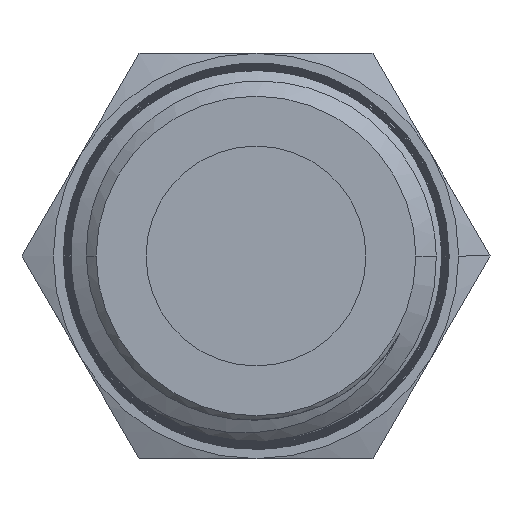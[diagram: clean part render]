
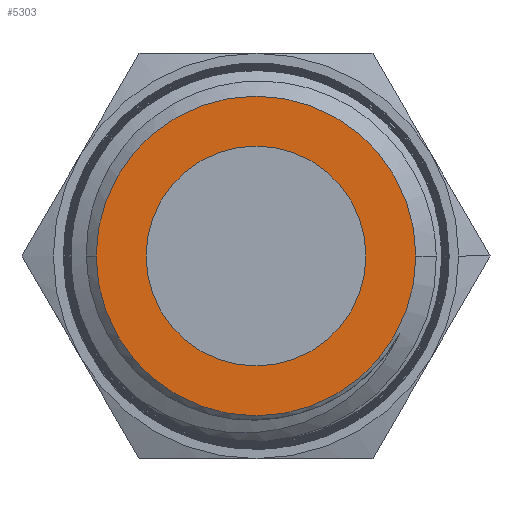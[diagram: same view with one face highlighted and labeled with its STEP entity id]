
A CAD part, left-side view. The second image highlights one B-rep face of the part: STEP entity #5303.
In plain terms, the highlighted planar face has unit normal (-1, 0, 0).
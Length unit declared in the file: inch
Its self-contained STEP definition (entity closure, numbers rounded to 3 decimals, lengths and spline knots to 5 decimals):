
#582 = VERTEX_POINT ( 'NONE', #5599 ) ;
#584 = EDGE_CURVE ( 'NONE', #582, #585, #5598, .T. ) ;
#585 = VERTEX_POINT ( 'NONE', #5593 ) ;
#606 = EDGE_CURVE ( 'NONE', #607, #608, #5605, .T. ) ;
#607 = VERTEX_POINT ( 'NONE', #5654 ) ;
#608 = VERTEX_POINT ( 'NONE', #5653 ) ;
#689 = DIRECTION ( 'NONE',  ( 0., -1., 0. ) ) ;
#690 = DIRECTION ( 'NONE',  ( -1., 0., 0. ) ) ;
#691 = CARTESIAN_POINT ( 'NONE',  ( -0.89, 0., 0. ) ) ;
#692 = AXIS2_PLACEMENT_3D ( 'NONE', #691, #690, #689 ) ;
#693 = CIRCLE ( 'NONE', #692, 0.23598 ) ;
#2547 = ORIENTED_EDGE ( 'NONE', *, *, #606, .T. ) ;
#2549 = EDGE_LOOP ( 'NONE', ( #2552, #2547 ) ) ;
#2551 = ORIENTED_EDGE ( 'NONE', *, *, #584, .F. ) ;
#2552 = ORIENTED_EDGE ( 'NONE', *, *, #4195, .T. ) ;
#2553 = EDGE_LOOP ( 'NONE', ( #2554, #2551 ) ) ;
#2554 = ORIENTED_EDGE ( 'NONE', *, *, #2555, .F. ) ;
#2555 = EDGE_CURVE ( 'NONE', #585, #582, #693, .T. ) ;
#3824 = DIRECTION ( 'NONE',  ( 0., -1., 0. ) ) ;
#3825 = DIRECTION ( 'NONE',  ( -1., 0., 0. ) ) ;
#3826 = CARTESIAN_POINT ( 'NONE',  ( -0.89, 0., 0. ) ) ;
#3827 = AXIS2_PLACEMENT_3D ( 'NONE', #3826, #3825, #3824 ) ;
#3828 = CIRCLE ( 'NONE', #3827, 0.34312 ) ;
#4195 = EDGE_CURVE ( 'NONE', #608, #607, #3828, .T. ) ;
#4250 = FACE_BOUND ( 'NONE', #2553, .T. ) ;
#4274 = DIRECTION ( 'NONE',  ( 0., -1., 0. ) ) ;
#4275 = DIRECTION ( 'NONE',  ( -1., 0., 0. ) ) ;
#4276 = CARTESIAN_POINT ( 'NONE',  ( -0.89, 0., 0. ) ) ;
#4277 = AXIS2_PLACEMENT_3D ( 'NONE', #4276, #4275, #4274 ) ;
#4279 = PLANE ( 'NONE',  #4277 ) ;
#4280 = FACE_OUTER_BOUND ( 'NONE', #2549, .T. ) ;
#5303 = ADVANCED_FACE ( 'NONE', ( #4250, #4280 ), #4279, .T. ) ;
#5593 = CARTESIAN_POINT ( 'NONE',  ( -0.89, -0.23598, 0. ) ) ;
#5594 = DIRECTION ( 'NONE',  ( 0., -1., 0. ) ) ;
#5595 = DIRECTION ( 'NONE',  ( -1., 0., 0. ) ) ;
#5596 = CARTESIAN_POINT ( 'NONE',  ( -0.89, 0., 0. ) ) ;
#5597 = AXIS2_PLACEMENT_3D ( 'NONE', #5596, #5595, #5594 ) ;
#5598 = CIRCLE ( 'NONE', #5597, 0.23598 ) ;
#5599 = CARTESIAN_POINT ( 'NONE',  ( -0.89, 0.23598, 0. ) ) ;
#5600 = DIRECTION ( 'NONE',  ( -1., 0., 0. ) ) ;
#5601 = CARTESIAN_POINT ( 'NONE',  ( -0.89, 0., 0. ) ) ;
#5602 = AXIS2_PLACEMENT_3D ( 'NONE', #5601, #5600, #5655 ) ;
#5605 = CIRCLE ( 'NONE', #5602, 0.34312 ) ;
#5653 = CARTESIAN_POINT ( 'NONE',  ( -0.89, -0.34312, 0. ) ) ;
#5654 = CARTESIAN_POINT ( 'NONE',  ( -0.89, 0.34312, 0. ) ) ;
#5655 = DIRECTION ( 'NONE',  ( 0., -1., 0. ) ) ;
